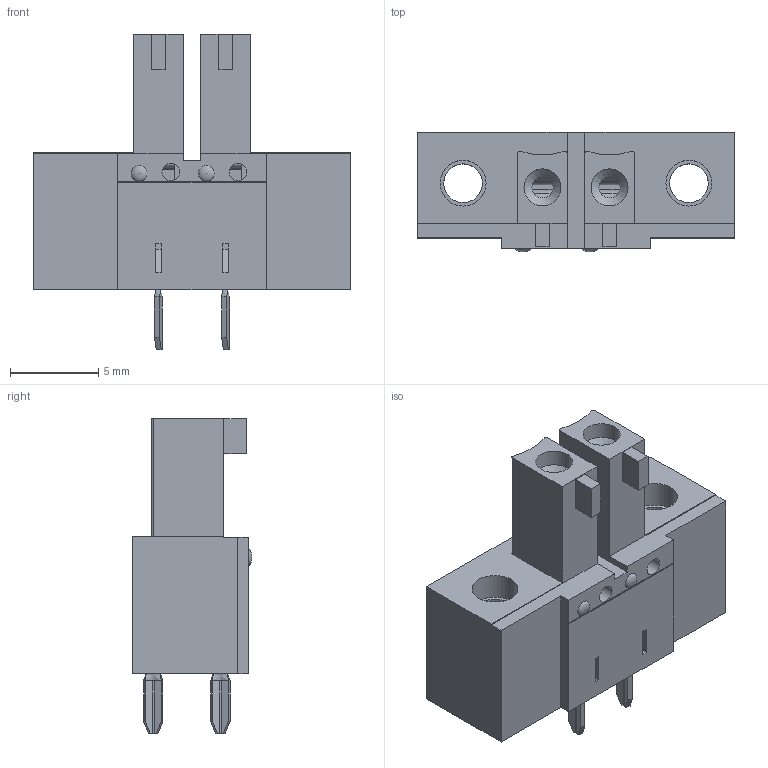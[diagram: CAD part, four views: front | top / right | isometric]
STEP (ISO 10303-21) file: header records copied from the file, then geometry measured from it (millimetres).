
FILE_DESCRIPTION( ( 'Unknown' ), '1' );
FILE_NAME( '691308330002.stp', 'Unknown', ( 'Unknown' ), ( 'Unknown' ), 'PSStep 18.0.17', 'Unknown', ' ' );
FILE_SCHEMA( ( 'AUTOMOTIVE_DESIGN { 1 0 10303 214 1 1 1 1 }' ) );
Length unit declared in the file: millimetre
Products named in the file (4): Assem1; 691308330002; 6913083300xx_Pin; 6913083300xx_Thread
Assembly tree (5 placements, depth 2):
  Assem1
    691308330002
    6913083300xx_Pin  x2
    6913083300xx_Thread  x2
Bounding box: 18.01 x 6.8 x 17.9 mm (x, y, z)
Volume: 712.6 mm3; surface area: 1857.5 mm2
Topology: 5 solids, 5 shells, 414 faces, 1128 edges, 724 vertices
Faces by surface type: plane 324, cylinder 66, bspline 16, torus 4, revolution 2, cone 2
Full cylindrical faces by diameter (mm): 1 x2, 1.2 x2, 2.1 x2, 2.2 x2, 2.6 x2
Entity records: 12147 total; most frequent: CARTESIAN_POINT 2131, ORIENTED_EDGE 1606, DIRECTION 1455, EDGE_CURVE 803, LINE 681, VECTOR 681, VERTEX_POINT 526, AXIS2_PLACEMENT_3D 386
